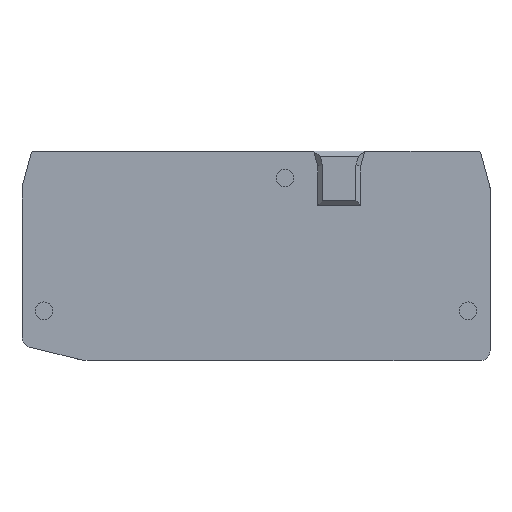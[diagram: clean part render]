
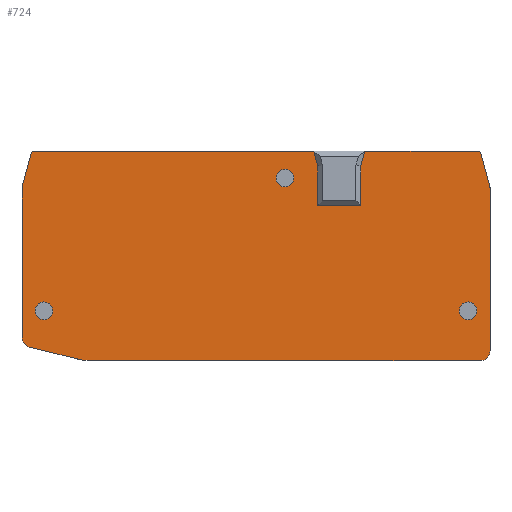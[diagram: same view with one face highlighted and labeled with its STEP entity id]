
A CAD part, top view. The second image highlights one B-rep face of the part: STEP entity #724.
In plain terms, the highlighted planar face has unit normal (0, 0, 1).
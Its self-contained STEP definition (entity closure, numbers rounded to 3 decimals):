
#1=CARTESIAN_POINT('',(32.05,-10.6,0.));
#2=DIRECTION('',(0.,0.,1.));
#3=DIRECTION('',(1.,0.,0.));
#4=AXIS2_PLACEMENT_3D('',#1,#2,#3);
#6=CARTESIAN_POINT('',(32.05,-10.6,0.));
#7=DIRECTION('',(0.,0.,1.));
#8=DIRECTION('',(-1.,0.,0.));
#9=AXIS2_PLACEMENT_3D('',#6,#7,#8);
#11=CARTESIAN_POINT('',(34.5,-18.75,0.));
#12=DIRECTION('',(0.,0.,1.));
#13=DIRECTION('',(0.,-1.,0.));
#14=AXIS2_PLACEMENT_3D('',#11,#12,#13);
#16=CARTESIAN_POINT('',(-44.875,-9.75,0.));
#17=DIRECTION('',(0.,0.,1.));
#18=DIRECTION('',(-0.242,-0.97,0.));
#19=AXIS2_PLACEMENT_3D('',#16,#17,#18);
#21=DIRECTION('',(0.97,-0.242,0.));
#22=VECTOR('',#21,10.045);
#23=CARTESIAN_POINT('',(-57.282,-17.993,0.));
#24=LINE('',#23,#22);
#25=CARTESIAN_POINT('',(-56.798,-16.053,0.));
#26=DIRECTION('',(0.,0.,1.));
#27=DIRECTION('',(-1.,0.,0.));
#28=AXIS2_PLACEMENT_3D('',#25,#26,#27);
#30=CARTESIAN_POINT('',(-57.798,14.403,0.));
#31=DIRECTION('',(0.,0.,1.));
#32=DIRECTION('',(-0.966,0.259,0.));
#33=AXIS2_PLACEMENT_3D('',#30,#31,#32);
#35=DIRECTION('',(-0.259,-0.966,0.));
#36=VECTOR('',#35,7.058);
#37=CARTESIAN_POINT('',(-56.938,21.479,0.));
#38=LINE('',#37,#36);
#39=CARTESIAN_POINT('',(-56.455,21.35,0.));
#40=DIRECTION('',(0.,0.,1.));
#41=DIRECTION('',(0.,1.,0.));
#42=AXIS2_PLACEMENT_3D('',#39,#40,#41);
#44=DIRECTION('',(-0.254,0.967,0.));
#45=VECTOR('',#44,3.062);
#46=CARTESIAN_POINT('',(1.4,18.889,0.));
#47=LINE('',#46,#45);
#48=DIRECTION('',(-0.254,-0.967,0.));
#49=VECTOR('',#48,3.062);
#50=CARTESIAN_POINT('',(10.979,21.85,0.));
#51=LINE('',#50,#49);
#52=CARTESIAN_POINT('',(34.155,21.35,0.));
#53=DIRECTION('',(0.,0.,1.));
#54=DIRECTION('',(0.966,0.259,0.));
#55=AXIS2_PLACEMENT_3D('',#52,#53,#54);
#57=DIRECTION('',(-0.259,0.966,0.));
#58=VECTOR('',#57,7.064);
#59=CARTESIAN_POINT('',(36.466,14.656,0.));
#60=LINE('',#59,#58);
#61=CARTESIAN_POINT('',(35.5,14.397,0.));
#62=DIRECTION('',(0.,0.,1.));
#63=DIRECTION('',(1.,0.,0.));
#64=AXIS2_PLACEMENT_3D('',#61,#62,#63);
#66=DIRECTION('',(0.,1.,0.));
#67=VECTOR('',#66,33.147);
#68=CARTESIAN_POINT('',(36.5,-18.75,0.));
#69=LINE('',#68,#67);
#70=CARTESIAN_POINT('',(-54.35,-10.6,0.));
#71=DIRECTION('',(0.,0.,1.));
#72=DIRECTION('',(1.,0.,0.));
#73=AXIS2_PLACEMENT_3D('',#70,#71,#72);
#75=CARTESIAN_POINT('',(-54.35,-10.6,0.));
#76=DIRECTION('',(0.,0.,1.));
#77=DIRECTION('',(-1.,0.,0.));
#78=AXIS2_PLACEMENT_3D('',#75,#76,#77);
#80=CARTESIAN_POINT('',(-5.25,16.4,0.));
#81=DIRECTION('',(0.,0.,-1.));
#82=DIRECTION('',(1.,0.,0.));
#83=AXIS2_PLACEMENT_3D('',#80,#81,#82);
#85=CARTESIAN_POINT('',(-5.25,16.4,0.));
#86=DIRECTION('',(0.,0.,-1.));
#87=DIRECTION('',(-1.,0.,0.));
#88=AXIS2_PLACEMENT_3D('',#85,#86,#87);
#172=DIRECTION('',(1.,0.,0.));
#173=VECTOR('',#172,23.176);
#174=CARTESIAN_POINT('',(10.979,21.85,0.));
#175=LINE('',#174,#173);
#184=DIRECTION('',(1.,0.,0.));
#185=VECTOR('',#184,57.076);
#186=CARTESIAN_POINT('',(-56.455,21.85,0.));
#187=LINE('',#186,#185);
#256=DIRECTION('',(0.,1.,0.));
#257=VECTOR('',#256,8.039);
#258=CARTESIAN_POINT('',(10.2,10.85,0.));
#259=LINE('',#258,#257);
#264=DIRECTION('',(1.,0.,0.));
#265=VECTOR('',#264,8.8);
#266=CARTESIAN_POINT('',(1.4,10.85,0.));
#267=LINE('',#266,#265);
#272=DIRECTION('',(0.,-1.,0.));
#273=VECTOR('',#272,8.039);
#274=CARTESIAN_POINT('',(1.4,18.889,0.));
#275=LINE('',#274,#273);
#483=DIRECTION('',(0.,1.,0.));
#484=VECTOR('',#483,30.455);
#485=CARTESIAN_POINT('',(-58.798,-16.053,0.));
#486=LINE('',#485,#484);
#503=DIRECTION('',(-1.,0.,0.));
#504=VECTOR('',#503,79.375);
#505=CARTESIAN_POINT('',(34.5,-20.75,0.));
#506=LINE('',#505,#504);
#507=CARTESIAN_POINT('',(34.5,-20.75,0.));
#508=CARTESIAN_POINT('',(36.5,-18.75,0.));
#509=VERTEX_POINT('',#507);
#510=VERTEX_POINT('',#508);
#511=CARTESIAN_POINT('',(36.5,14.397,0.));
#512=VERTEX_POINT('',#511);
#513=CARTESIAN_POINT('',(36.466,14.656,0.));
#514=VERTEX_POINT('',#513);
#515=CARTESIAN_POINT('',(34.638,21.479,0.));
#516=VERTEX_POINT('',#515);
#517=CARTESIAN_POINT('',(34.155,21.85,0.));
#518=VERTEX_POINT('',#517);
#519=CARTESIAN_POINT('',(10.979,21.85,0.));
#520=VERTEX_POINT('',#519);
#521=CARTESIAN_POINT('',(10.2,18.889,0.));
#522=VERTEX_POINT('',#521);
#523=CARTESIAN_POINT('',(10.2,10.85,0.));
#524=VERTEX_POINT('',#523);
#525=CARTESIAN_POINT('',(1.4,10.85,0.));
#526=VERTEX_POINT('',#525);
#527=CARTESIAN_POINT('',(1.4,18.889,0.));
#528=VERTEX_POINT('',#527);
#529=CARTESIAN_POINT('',(0.621,21.85,0.));
#530=VERTEX_POINT('',#529);
#531=CARTESIAN_POINT('',(-56.455,21.85,0.));
#532=VERTEX_POINT('',#531);
#533=CARTESIAN_POINT('',(-56.938,21.479,0.));
#534=VERTEX_POINT('',#533);
#535=CARTESIAN_POINT('',(-58.764,14.662,0.));
#536=VERTEX_POINT('',#535);
#537=CARTESIAN_POINT('',(-58.798,14.403,0.));
#538=VERTEX_POINT('',#537);
#539=CARTESIAN_POINT('',(-58.798,-16.053,0.));
#540=VERTEX_POINT('',#539);
#541=CARTESIAN_POINT('',(-57.282,-17.993,0.));
#542=VERTEX_POINT('',#541);
#543=CARTESIAN_POINT('',(-47.536,-20.423,0.));
#544=VERTEX_POINT('',#543);
#545=CARTESIAN_POINT('',(-44.875,-20.75,0.));
#546=VERTEX_POINT('',#545);
#647=CARTESIAN_POINT('',(-52.55,-10.6,0.));
#648=VERTEX_POINT('',#647);
#649=CARTESIAN_POINT('',(-56.15,-10.6,0.));
#650=VERTEX_POINT('',#649);
#651=CARTESIAN_POINT('',(33.85,-10.6,0.));
#652=VERTEX_POINT('',#651);
#653=CARTESIAN_POINT('',(30.25,-10.6,0.));
#654=VERTEX_POINT('',#653);
#655=CARTESIAN_POINT('',(-3.45,16.4,0.));
#656=CARTESIAN_POINT('',(-7.05,16.4,0.));
#657=VERTEX_POINT('',#655);
#658=VERTEX_POINT('',#656);
#659=CARTESIAN_POINT('',(0.,0.,0.));
#660=DIRECTION('',(0.,0.,1.));
#661=DIRECTION('',(1.,0.,0.));
#662=AXIS2_PLACEMENT_3D('',#659,#660,#661);
#663=PLANE('',#662);
#665=ORIENTED_EDGE('',*,*,#664,.F.);
#667=ORIENTED_EDGE('',*,*,#666,.T.);
#669=ORIENTED_EDGE('',*,*,#668,.F.);
#671=ORIENTED_EDGE('',*,*,#670,.F.);
#673=ORIENTED_EDGE('',*,*,#672,.F.);
#675=ORIENTED_EDGE('',*,*,#674,.T.);
#677=ORIENTED_EDGE('',*,*,#676,.F.);
#679=ORIENTED_EDGE('',*,*,#678,.F.);
#681=ORIENTED_EDGE('',*,*,#680,.F.);
#683=ORIENTED_EDGE('',*,*,#682,.T.);
#685=ORIENTED_EDGE('',*,*,#684,.F.);
#687=ORIENTED_EDGE('',*,*,#686,.T.);
#689=ORIENTED_EDGE('',*,*,#688,.T.);
#691=ORIENTED_EDGE('',*,*,#690,.T.);
#693=ORIENTED_EDGE('',*,*,#692,.F.);
#695=ORIENTED_EDGE('',*,*,#694,.T.);
#697=ORIENTED_EDGE('',*,*,#696,.F.);
#699=ORIENTED_EDGE('',*,*,#698,.F.);
#701=ORIENTED_EDGE('',*,*,#700,.F.);
#703=ORIENTED_EDGE('',*,*,#702,.F.);
#704=EDGE_LOOP('',(#665,#667,#669,#671,#673,#675,#677,#679,#681,#683,#685,#687,
#689,#691,#693,#695,#697,#699,#701,#703));
#705=FACE_OUTER_BOUND('',#704,.F.);
#707=ORIENTED_EDGE('',*,*,#706,.F.);
#709=ORIENTED_EDGE('',*,*,#708,.F.);
#710=EDGE_LOOP('',(#707,#709));
#711=FACE_BOUND('',#710,.F.);
#713=ORIENTED_EDGE('',*,*,#712,.T.);
#715=ORIENTED_EDGE('',*,*,#714,.T.);
#716=EDGE_LOOP('',(#713,#715));
#717=FACE_BOUND('',#716,.F.);
#719=ORIENTED_EDGE('',*,*,#718,.T.);
#721=ORIENTED_EDGE('',*,*,#720,.T.);
#722=EDGE_LOOP('',(#719,#721));
#723=FACE_BOUND('',#722,.F.);
#5=CIRCLE('',#4,1.8);
#10=CIRCLE('',#9,1.8);
#15=CIRCLE('',#14,2.);
#20=CIRCLE('',#19,11.);
#29=CIRCLE('',#28,2.);
#34=CIRCLE('',#33,1.);
#43=CIRCLE('',#42,0.5);
#56=CIRCLE('',#55,0.5);
#65=CIRCLE('',#64,1.);
#74=CIRCLE('',#73,1.8);
#79=CIRCLE('',#78,1.8);
#84=CIRCLE('',#83,1.8);
#89=CIRCLE('',#88,1.8);
#664=EDGE_CURVE('',#509,#510,#15,.T.);
#666=EDGE_CURVE('',#509,#546,#506,.T.);
#668=EDGE_CURVE('',#544,#546,#20,.T.);
#670=EDGE_CURVE('',#542,#544,#24,.T.);
#672=EDGE_CURVE('',#540,#542,#29,.T.);
#674=EDGE_CURVE('',#540,#538,#486,.T.);
#676=EDGE_CURVE('',#536,#538,#34,.T.);
#678=EDGE_CURVE('',#534,#536,#38,.T.);
#680=EDGE_CURVE('',#532,#534,#43,.T.);
#682=EDGE_CURVE('',#532,#530,#187,.T.);
#684=EDGE_CURVE('',#528,#530,#47,.T.);
#686=EDGE_CURVE('',#528,#526,#275,.T.);
#688=EDGE_CURVE('',#526,#524,#267,.T.);
#690=EDGE_CURVE('',#524,#522,#259,.T.);
#692=EDGE_CURVE('',#520,#522,#51,.T.);
#694=EDGE_CURVE('',#520,#518,#175,.T.);
#696=EDGE_CURVE('',#516,#518,#56,.T.);
#698=EDGE_CURVE('',#514,#516,#60,.T.);
#700=EDGE_CURVE('',#512,#514,#65,.T.);
#702=EDGE_CURVE('',#510,#512,#69,.T.);
#706=EDGE_CURVE('',#657,#658,#84,.T.);
#708=EDGE_CURVE('',#658,#657,#89,.T.);
#712=EDGE_CURVE('',#652,#654,#5,.T.);
#714=EDGE_CURVE('',#654,#652,#10,.T.);
#718=EDGE_CURVE('',#648,#650,#74,.T.);
#720=EDGE_CURVE('',#650,#648,#79,.T.);
#724=ADVANCED_FACE('',(#705,#711,#717,#723),#663,.T.);
